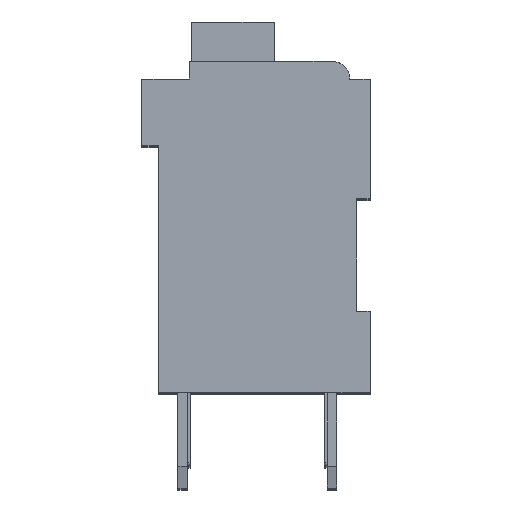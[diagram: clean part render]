
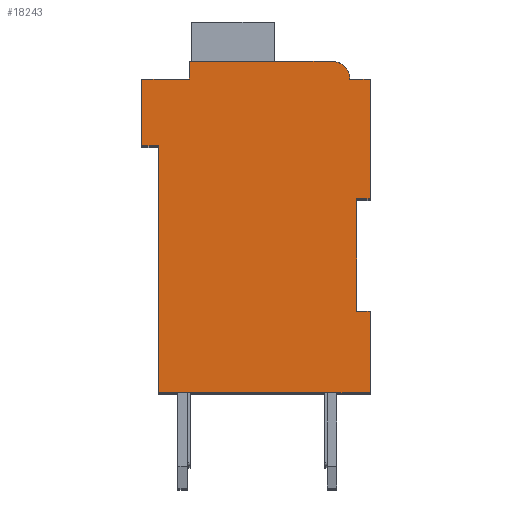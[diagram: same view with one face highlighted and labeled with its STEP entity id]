
A CAD part, top view. The second image highlights one B-rep face of the part: STEP entity #18243.
In plain terms, the highlighted planar face has unit normal (0, 0, 1).
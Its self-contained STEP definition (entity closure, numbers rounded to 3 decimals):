
#4498=DIRECTION('',(1.,0.,0.));
#4499=VECTOR('',#4498,0.5);
#4500=CARTESIAN_POINT('',(7.3,7.15,2.1));
#4501=LINE('',#4500,#4499);
#4502=DIRECTION('',(0.,1.,0.));
#4503=VECTOR('',#4502,4.15);
#4504=CARTESIAN_POINT('',(7.3,3.,2.1));
#4505=LINE('',#4504,#4503);
#4506=DIRECTION('',(-1.,0.,0.));
#4507=VECTOR('',#4506,0.5);
#4508=CARTESIAN_POINT('',(7.8,3.,2.1));
#4509=LINE('',#4508,#4507);
#4510=DIRECTION('',(0.,1.,0.));
#4511=VECTOR('',#4510,3.);
#4512=CARTESIAN_POINT('',(7.8,0.,2.1));
#4513=LINE('',#4512,#4511);
#4514=DIRECTION('',(1.,0.,0.));
#4515=VECTOR('',#4514,7.8);
#4516=CARTESIAN_POINT('',(0.,0.,2.1));
#4517=LINE('',#4516,#4515);
#4518=DIRECTION('',(0.,-1.,0.));
#4519=VECTOR('',#4518,9.1);
#4520=CARTESIAN_POINT('',(0.,9.1,2.1));
#4521=LINE('',#4520,#4519);
#4522=DIRECTION('',(1.,0.,0.));
#4523=VECTOR('',#4522,0.6);
#4524=CARTESIAN_POINT('',(-0.6,9.1,2.1));
#4525=LINE('',#4524,#4523);
#4526=DIRECTION('',(0.,-1.,0.));
#4527=VECTOR('',#4526,2.45);
#4528=CARTESIAN_POINT('',(-0.6,11.55,2.1));
#4529=LINE('',#4528,#4527);
#4530=DIRECTION('',(-1.,0.,0.));
#4531=VECTOR('',#4530,1.75);
#4532=CARTESIAN_POINT('',(1.15,11.55,2.1));
#4533=LINE('',#4532,#4531);
#4534=DIRECTION('',(0.,-1.,0.));
#4535=VECTOR('',#4534,0.65);
#4536=CARTESIAN_POINT('',(1.15,12.2,2.1));
#4537=LINE('',#4536,#4535);
#4538=DIRECTION('',(-1.,0.,0.));
#4539=VECTOR('',#4538,5.25);
#4540=CARTESIAN_POINT('',(6.4,12.2,2.1));
#4541=LINE('',#4540,#4539);
#4542=CARTESIAN_POINT('',(6.4,11.55,2.1));
#4543=DIRECTION('',(0.,0.,1.));
#4544=DIRECTION('',(1.,0.,0.));
#4545=AXIS2_PLACEMENT_3D('',#4542,#4543,#4544);
#4547=DIRECTION('',(-1.,0.,0.));
#4548=VECTOR('',#4547,0.75);
#4549=CARTESIAN_POINT('',(7.8,11.55,2.1));
#4550=LINE('',#4549,#4548);
#4551=DIRECTION('',(0.,1.,0.));
#4552=VECTOR('',#4551,4.4);
#4553=CARTESIAN_POINT('',(7.8,7.15,2.1));
#4554=LINE('',#4553,#4552);
#10363=CARTESIAN_POINT('',(7.3,7.15,2.1));
#10364=CARTESIAN_POINT('',(7.8,7.15,2.1));
#10365=VERTEX_POINT('',#10363);
#10366=VERTEX_POINT('',#10364);
#10367=CARTESIAN_POINT('',(7.8,11.55,2.1));
#10368=VERTEX_POINT('',#10367);
#10369=CARTESIAN_POINT('',(7.05,11.55,2.1));
#10370=VERTEX_POINT('',#10369);
#10371=CARTESIAN_POINT('',(6.4,12.2,2.1));
#10372=VERTEX_POINT('',#10371);
#10373=CARTESIAN_POINT('',(1.15,12.2,2.1));
#10374=VERTEX_POINT('',#10373);
#10375=CARTESIAN_POINT('',(1.15,11.55,2.1));
#10376=VERTEX_POINT('',#10375);
#10377=CARTESIAN_POINT('',(-0.6,11.55,2.1));
#10378=VERTEX_POINT('',#10377);
#10379=CARTESIAN_POINT('',(-0.6,9.1,2.1));
#10380=VERTEX_POINT('',#10379);
#10381=CARTESIAN_POINT('',(0.,9.1,2.1));
#10382=VERTEX_POINT('',#10381);
#10383=CARTESIAN_POINT('',(0.,0.,2.1));
#10384=VERTEX_POINT('',#10383);
#10385=CARTESIAN_POINT('',(7.8,0.,2.1));
#10386=VERTEX_POINT('',#10385);
#10387=CARTESIAN_POINT('',(7.8,3.,2.1));
#10388=VERTEX_POINT('',#10387);
#10389=CARTESIAN_POINT('',(7.3,3.,2.1));
#10390=VERTEX_POINT('',#10389);
#18222=CARTESIAN_POINT('',(0.,0.,2.1));
#18223=DIRECTION('',(0.,0.,1.));
#18224=DIRECTION('',(1.,0.,0.));
#18225=AXIS2_PLACEMENT_3D('',#18222,#18223,#18224);
#18226=PLANE('',#18225);
#18227=ORIENTED_EDGE('',*,*,#13636,.F.);
#18228=ORIENTED_EDGE('',*,*,#14162,.F.);
#18229=ORIENTED_EDGE('',*,*,#14570,.F.);
#18230=ORIENTED_EDGE('',*,*,#14835,.F.);
#18231=ORIENTED_EDGE('',*,*,#15148,.F.);
#18232=ORIENTED_EDGE('',*,*,#15569,.F.);
#18233=ORIENTED_EDGE('',*,*,#16144,.F.);
#18234=ORIENTED_EDGE('',*,*,#16318,.F.);
#18235=ORIENTED_EDGE('',*,*,#16579,.F.);
#18236=ORIENTED_EDGE('',*,*,#17092,.F.);
#18237=ORIENTED_EDGE('',*,*,#17490,.F.);
#18238=ORIENTED_EDGE('',*,*,#16630,.F.);
#18239=ORIENTED_EDGE('',*,*,#16943,.F.);
#18240=ORIENTED_EDGE('',*,*,#14057,.F.);
#18241=EDGE_LOOP('',(#18227,#18228,#18229,#18230,#18231,#18232,#18233,#18234,
#18235,#18236,#18237,#18238,#18239,#18240));
#18242=FACE_OUTER_BOUND('',#18241,.F.);
#4546=CIRCLE('',#4545,0.65);
#13636=EDGE_CURVE('',#10365,#10366,#4501,.T.);
#14057=EDGE_CURVE('',#10366,#10368,#4554,.T.);
#14162=EDGE_CURVE('',#10390,#10365,#4505,.T.);
#14570=EDGE_CURVE('',#10388,#10390,#4509,.T.);
#14835=EDGE_CURVE('',#10386,#10388,#4513,.T.);
#15148=EDGE_CURVE('',#10384,#10386,#4517,.T.);
#15569=EDGE_CURVE('',#10382,#10384,#4521,.T.);
#16144=EDGE_CURVE('',#10380,#10382,#4525,.T.);
#16318=EDGE_CURVE('',#10378,#10380,#4529,.T.);
#16579=EDGE_CURVE('',#10376,#10378,#4533,.T.);
#16630=EDGE_CURVE('',#10370,#10372,#4546,.T.);
#16943=EDGE_CURVE('',#10368,#10370,#4550,.T.);
#17092=EDGE_CURVE('',#10374,#10376,#4537,.T.);
#17490=EDGE_CURVE('',#10372,#10374,#4541,.T.);
#18243=ADVANCED_FACE('',(#18242),#18226,.T.);
